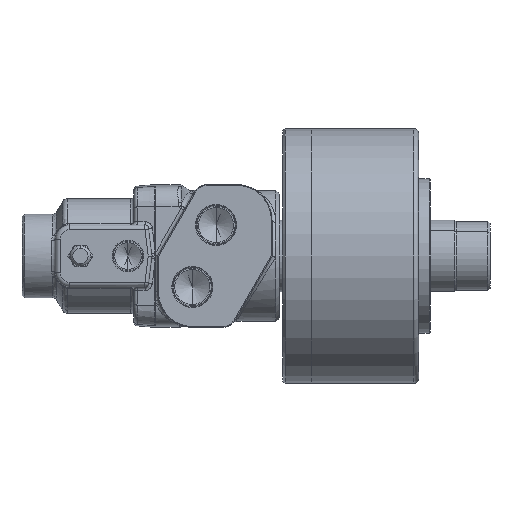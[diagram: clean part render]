
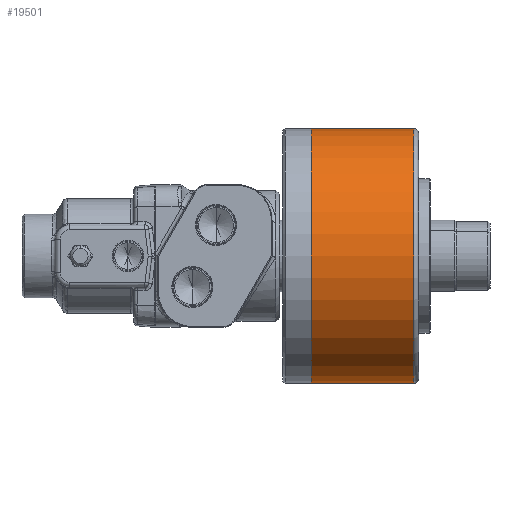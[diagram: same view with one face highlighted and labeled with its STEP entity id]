
A CAD part, front view. The second image highlights one B-rep face of the part: STEP entity #19501.
In plain terms, the highlighted cylindrical face has radius 53.5 mm (diameter 107 mm), a partial arc.
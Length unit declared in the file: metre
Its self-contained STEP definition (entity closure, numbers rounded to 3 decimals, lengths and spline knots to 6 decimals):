
#3813 = CARTESIAN_POINT ( 'NONE',  ( 0.043, 0., -0.0535 ) ) ;
#3986 = CARTESIAN_POINT ( 'NONE',  ( 0.043, 0., 0.0535 ) ) ;
#6337 = VERTEX_POINT ( 'NONE', #3813 ) ;
#6377 = VERTEX_POINT ( 'NONE', #3986 ) ;
#10770 = DIRECTION ( 'NONE',  ( 0., 0., 1. ) ) ;
#10771 = DIRECTION ( 'NONE',  ( -1., 0., 0. ) ) ;
#10808 = CIRCLE ( 'NONE', #10862, 0.0535 ) ;
#10823 = CARTESIAN_POINT ( 'NONE',  ( 0.043, 0., 0. ) ) ;
#10862 = AXIS2_PLACEMENT_3D ( 'NONE', #10823, #10771, #10770 ) ;
#10939 = DIRECTION ( 'NONE',  ( -1., 0., 0. ) ) ;
#10940 = CARTESIAN_POINT ( 'NONE',  ( 0., 0., 0. ) ) ;
#10942 = AXIS2_PLACEMENT_3D ( 'NONE', #10940, #10939, #11004 ) ;
#10986 = CYLINDRICAL_SURFACE ( 'NONE', #10942, 0.0535 ) ;
#11004 = DIRECTION ( 'NONE',  ( 0., 0., 1. ) ) ;
#11044 = FACE_OUTER_BOUND ( 'NONE', #19466, .T. ) ;
#11221 = DIRECTION ( 'NONE',  ( 0., 0., 1. ) ) ;
#11222 = DIRECTION ( 'NONE',  ( -1., 0., 0. ) ) ;
#11223 = CARTESIAN_POINT ( 'NONE',  ( 0., 0., 0. ) ) ;
#11258 = CIRCLE ( 'NONE', #11268, 0.0535 ) ;
#11268 = AXIS2_PLACEMENT_3D ( 'NONE', #11223, #11222, #11221 ) ;
#13619 = LINE ( 'NONE', #13684, #13683 ) ;
#13683 = VECTOR ( 'NONE', #13710, 1. ) ;
#13684 = CARTESIAN_POINT ( 'NONE',  ( 0., 0., -0.0535 ) ) ;
#13710 = DIRECTION ( 'NONE',  ( -1., 0., 0. ) ) ;
#14412 = CARTESIAN_POINT ( 'NONE',  ( 0., 0., 0.0535 ) ) ;
#14589 = CARTESIAN_POINT ( 'NONE',  ( 0., 0., 0.0535 ) ) ;
#14596 = LINE ( 'NONE', #14589, #14603 ) ;
#14603 = VECTOR ( 'NONE', #14725, 1. ) ;
#14628 = CARTESIAN_POINT ( 'NONE',  ( 0., 0., -0.0535 ) ) ;
#14725 = DIRECTION ( 'NONE',  ( -1., 0., 0. ) ) ;
#19270 = VERTEX_POINT ( 'NONE', #14412 ) ;
#19355 = EDGE_CURVE ( 'NONE', #6337, #19369, #13619, .T. ) ;
#19369 = VERTEX_POINT ( 'NONE', #14628 ) ;
#19373 = EDGE_CURVE ( 'NONE', #6377, #19270, #14596, .T. ) ;
#19466 = EDGE_LOOP ( 'NONE', ( #19493, #19497, #19503, #19496 ) ) ;
#19467 = EDGE_CURVE ( 'NONE', #6337, #6377, #10808, .T. ) ;
#19493 = ORIENTED_EDGE ( 'NONE', *, *, #19355, .F. ) ;
#19496 = ORIENTED_EDGE ( 'NONE', *, *, #19519, .F. ) ;
#19497 = ORIENTED_EDGE ( 'NONE', *, *, #19467, .T. ) ;
#19501 = ADVANCED_FACE ( 'NONE', ( #11044 ), #10986, .T. ) ;
#19503 = ORIENTED_EDGE ( 'NONE', *, *, #19373, .T. ) ;
#19519 = EDGE_CURVE ( 'NONE', #19369, #19270, #11258, .T. ) ;
